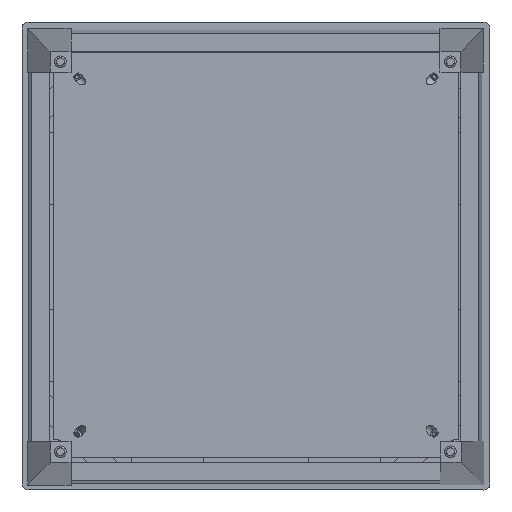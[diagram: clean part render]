
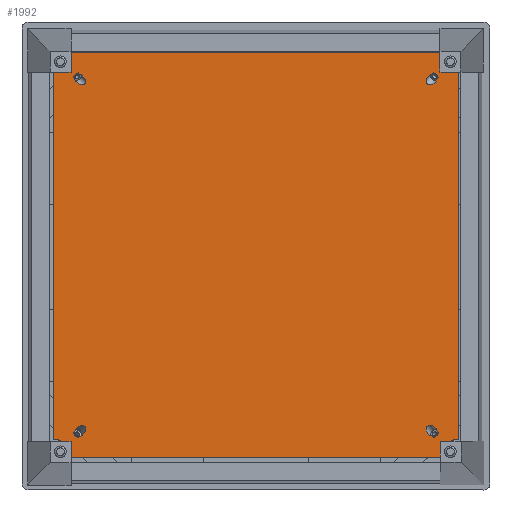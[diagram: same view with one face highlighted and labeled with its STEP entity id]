
A CAD part, front view. The second image highlights one B-rep face of the part: STEP entity #1992.
In plain terms, the highlighted planar face has unit normal (0, -1, 0).
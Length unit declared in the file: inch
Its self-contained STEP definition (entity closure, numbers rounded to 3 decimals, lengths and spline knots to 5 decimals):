
#129=ELLIPSE('',#2301,0.26517,0.1875);
#132=ELLIPSE('',#2309,0.26517,0.1875);
#135=ELLIPSE('',#2317,0.26517,0.1875);
#138=ELLIPSE('',#2328,0.26517,0.1875);
#231=FACE_BOUND('',#594,.T.);
#232=FACE_BOUND('',#595,.T.);
#233=FACE_BOUND('',#596,.T.);
#234=FACE_BOUND('',#597,.T.);
#285=CIRCLE('',#2346,0.1875);
#286=CIRCLE('',#2348,0.1875);
#287=CIRCLE('',#2353,0.1875);
#288=CIRCLE('',#2356,0.1875);
#289=CIRCLE('',#2361,0.1875);
#290=CIRCLE('',#2363,0.1875);
#291=CIRCLE('',#2368,0.1875);
#292=CIRCLE('',#2370,0.1875);
#427=FACE_OUTER_BOUND('',#593,.T.);
#593=EDGE_LOOP('',(#1663,#1664,#1665,#1666,#1667,#1668,#1669,#1670,#1671,
#1672,#1673,#1674,#1675,#1676,#1677,#1678,#1679,#1680,#1681,#1682,#1683,
#1684,#1685,#1686));
#594=EDGE_LOOP('',(#1687));
#595=EDGE_LOOP('',(#1688));
#596=EDGE_LOOP('',(#1689));
#597=EDGE_LOOP('',(#1690));
#688=LINE('',#3325,#839);
#693=LINE('',#3335,#844);
#698=LINE('',#3345,#849);
#715=LINE('',#3406,#866);
#719=LINE('',#3417,#870);
#721=LINE('',#3421,#872);
#723=LINE('',#3425,#874);
#727=LINE('',#3434,#878);
#729=LINE('',#3441,#880);
#731=LINE('',#3445,#882);
#733=LINE('',#3449,#884);
#736=LINE('',#3459,#887);
#738=LINE('',#3463,#889);
#740=LINE('',#3467,#891);
#743=LINE('',#3477,#894);
#745=LINE('',#3480,#896);
#839=VECTOR('',#2729,0.3937);
#844=VECTOR('',#2736,0.3937);
#849=VECTOR('',#2743,0.3937);
#866=VECTOR('',#2796,0.3937);
#870=VECTOR('',#2810,0.3937);
#872=VECTOR('',#2814,0.3937);
#874=VECTOR('',#2818,0.3937);
#878=VECTOR('',#2828,0.3937);
#880=VECTOR('',#2836,0.3937);
#882=VECTOR('',#2840,0.3937);
#884=VECTOR('',#2844,0.3937);
#887=VECTOR('',#2857,0.3937);
#889=VECTOR('',#2861,0.3937);
#891=VECTOR('',#2865,0.3937);
#894=VECTOR('',#2878,0.3937);
#896=VECTOR('',#2882,0.3937);
#1001=VERTEX_POINT('',#3281);
#1006=VERTEX_POINT('',#3294);
#1011=VERTEX_POINT('',#3307);
#1017=VERTEX_POINT('',#3322);
#1018=VERTEX_POINT('',#3324);
#1021=VERTEX_POINT('',#3332);
#1022=VERTEX_POINT('',#3334);
#1025=VERTEX_POINT('',#3342);
#1026=VERTEX_POINT('',#3344);
#1028=VERTEX_POINT('',#3350);
#1051=VERTEX_POINT('',#3404);
#1052=VERTEX_POINT('',#3405);
#1053=VERTEX_POINT('',#3412);
#1054=VERTEX_POINT('',#3416);
#1055=VERTEX_POINT('',#3420);
#1056=VERTEX_POINT('',#3424);
#1057=VERTEX_POINT('',#3428);
#1058=VERTEX_POINT('',#3432);
#1059=VERTEX_POINT('',#3436);
#1060=VERTEX_POINT('',#3440);
#1061=VERTEX_POINT('',#3444);
#1062=VERTEX_POINT('',#3448);
#1063=VERTEX_POINT('',#3454);
#1064=VERTEX_POINT('',#3458);
#1065=VERTEX_POINT('',#3462);
#1066=VERTEX_POINT('',#3466);
#1067=VERTEX_POINT('',#3472);
#1068=VERTEX_POINT('',#3476);
#1188=EDGE_CURVE('',#1001,#1001,#129,.T.);
#1193=EDGE_CURVE('',#1006,#1006,#132,.T.);
#1198=EDGE_CURVE('',#1011,#1011,#135,.T.);
#1205=EDGE_CURVE('',#1017,#1018,#688,.T.);
#1210=EDGE_CURVE('',#1021,#1022,#693,.T.);
#1215=EDGE_CURVE('',#1025,#1026,#698,.T.);
#1218=EDGE_CURVE('',#1028,#1028,#138,.T.);
#1245=EDGE_CURVE('',#1051,#1052,#715,.T.);
#1248=EDGE_CURVE('',#1026,#1051,#285,.T.);
#1249=EDGE_CURVE('',#1053,#1025,#286,.T.);
#1251=EDGE_CURVE('',#1054,#1053,#719,.T.);
#1253=EDGE_CURVE('',#1055,#1054,#721,.T.);
#1255=EDGE_CURVE('',#1056,#1055,#723,.T.);
#1257=EDGE_CURVE('',#1057,#1056,#287,.T.);
#1260=EDGE_CURVE('',#1058,#1057,#727,.T.);
#1261=EDGE_CURVE('',#1059,#1058,#288,.T.);
#1263=EDGE_CURVE('',#1060,#1059,#729,.T.);
#1265=EDGE_CURVE('',#1061,#1060,#731,.T.);
#1267=EDGE_CURVE('',#1062,#1061,#733,.T.);
#1269=EDGE_CURVE('',#1018,#1062,#289,.T.);
#1270=EDGE_CURVE('',#1063,#1017,#290,.T.);
#1272=EDGE_CURVE('',#1064,#1063,#736,.T.);
#1274=EDGE_CURVE('',#1065,#1064,#738,.T.);
#1276=EDGE_CURVE('',#1066,#1065,#740,.T.);
#1278=EDGE_CURVE('',#1022,#1066,#291,.T.);
#1279=EDGE_CURVE('',#1067,#1021,#292,.T.);
#1281=EDGE_CURVE('',#1068,#1067,#743,.T.);
#1283=EDGE_CURVE('',#1052,#1068,#745,.T.);
#1663=ORIENTED_EDGE('',*,*,#1283,.F.);
#1664=ORIENTED_EDGE('',*,*,#1245,.F.);
#1665=ORIENTED_EDGE('',*,*,#1248,.F.);
#1666=ORIENTED_EDGE('',*,*,#1215,.F.);
#1667=ORIENTED_EDGE('',*,*,#1249,.F.);
#1668=ORIENTED_EDGE('',*,*,#1251,.F.);
#1669=ORIENTED_EDGE('',*,*,#1253,.F.);
#1670=ORIENTED_EDGE('',*,*,#1255,.F.);
#1671=ORIENTED_EDGE('',*,*,#1257,.F.);
#1672=ORIENTED_EDGE('',*,*,#1260,.F.);
#1673=ORIENTED_EDGE('',*,*,#1261,.F.);
#1674=ORIENTED_EDGE('',*,*,#1263,.F.);
#1675=ORIENTED_EDGE('',*,*,#1265,.F.);
#1676=ORIENTED_EDGE('',*,*,#1267,.F.);
#1677=ORIENTED_EDGE('',*,*,#1269,.F.);
#1678=ORIENTED_EDGE('',*,*,#1205,.F.);
#1679=ORIENTED_EDGE('',*,*,#1270,.F.);
#1680=ORIENTED_EDGE('',*,*,#1272,.F.);
#1681=ORIENTED_EDGE('',*,*,#1274,.F.);
#1682=ORIENTED_EDGE('',*,*,#1276,.F.);
#1683=ORIENTED_EDGE('',*,*,#1278,.F.);
#1684=ORIENTED_EDGE('',*,*,#1210,.F.);
#1685=ORIENTED_EDGE('',*,*,#1279,.F.);
#1686=ORIENTED_EDGE('',*,*,#1281,.F.);
#1687=ORIENTED_EDGE('',*,*,#1188,.T.);
#1688=ORIENTED_EDGE('',*,*,#1193,.T.);
#1689=ORIENTED_EDGE('',*,*,#1198,.T.);
#1690=ORIENTED_EDGE('',*,*,#1218,.T.);
#1891=PLANE('',#2373);
#1992=ADVANCED_FACE('',(#427,#231,#232,#233,#234),#1891,.F.);
#2301=AXIS2_PLACEMENT_3D('',#3282,#2679,#2680);
#2309=AXIS2_PLACEMENT_3D('',#3295,#2695,#2696);
#2317=AXIS2_PLACEMENT_3D('',#3308,#2711,#2712);
#2328=AXIS2_PLACEMENT_3D('',#3351,#2748,#2749);
#2346=AXIS2_PLACEMENT_3D('',#3410,#2801,#2802);
#2348=AXIS2_PLACEMENT_3D('',#3413,#2805,#2806);
#2353=AXIS2_PLACEMENT_3D('',#3429,#2822,#2823);
#2356=AXIS2_PLACEMENT_3D('',#3437,#2831,#2832);
#2361=AXIS2_PLACEMENT_3D('',#3452,#2848,#2849);
#2363=AXIS2_PLACEMENT_3D('',#3455,#2852,#2853);
#2368=AXIS2_PLACEMENT_3D('',#3470,#2869,#2870);
#2370=AXIS2_PLACEMENT_3D('',#3473,#2873,#2874);
#2373=AXIS2_PLACEMENT_3D('',#3481,#2883,#2884);
#2679=DIRECTION('center_axis',(0.,1.,0.));
#2680=DIRECTION('ref_axis',(0.707,0.,-0.707));
#2695=DIRECTION('center_axis',(0.,1.,0.));
#2696=DIRECTION('ref_axis',(0.707,0.,0.707));
#2711=DIRECTION('center_axis',(0.,1.,0.));
#2712=DIRECTION('ref_axis',(-0.707,0.,0.707));
#2729=DIRECTION('',(0.707,0.,0.707));
#2736=DIRECTION('',(-0.707,0.,0.707));
#2743=DIRECTION('',(-0.707,0.,-0.707));
#2748=DIRECTION('center_axis',(0.,1.,0.));
#2749=DIRECTION('ref_axis',(-0.707,0.,-0.707));
#2796=DIRECTION('',(0.,0.,-1.));
#2801=DIRECTION('center_axis',(0.,-1.,0.));
#2802=DIRECTION('ref_axis',(1.,0.,0.));
#2805=DIRECTION('center_axis',(0.,-1.,0.));
#2806=DIRECTION('ref_axis',(0.707,0.,-0.707));
#2810=DIRECTION('',(-1.,0.,0.));
#2814=DIRECTION('',(0.,0.,-1.));
#2818=DIRECTION('',(1.,0.,0.));
#2822=DIRECTION('center_axis',(0.,-1.,0.));
#2823=DIRECTION('ref_axis',(0.,0.,1.));
#2828=DIRECTION('',(0.707,0.,-0.707));
#2831=DIRECTION('center_axis',(0.,-1.,0.));
#2832=DIRECTION('ref_axis',(0.707,0.,0.707));
#2836=DIRECTION('',(0.,0.,-1.));
#2840=DIRECTION('',(1.,0.,0.));
#2844=DIRECTION('',(0.,0.,1.));
#2848=DIRECTION('center_axis',(0.,-1.,0.));
#2849=DIRECTION('ref_axis',(-1.,0.,0.));
#2852=DIRECTION('center_axis',(0.,-1.,0.));
#2853=DIRECTION('ref_axis',(-0.707,0.,0.707));
#2857=DIRECTION('',(1.,0.,0.));
#2861=DIRECTION('',(0.,0.,1.));
#2865=DIRECTION('',(-1.,0.,0.));
#2869=DIRECTION('center_axis',(0.,-1.,0.));
#2870=DIRECTION('ref_axis',(0.,0.,-1.));
#2873=DIRECTION('center_axis',(0.,-1.,0.));
#2874=DIRECTION('ref_axis',(-0.707,0.,-0.707));
#2878=DIRECTION('',(0.,0.,1.));
#2882=DIRECTION('',(-1.,0.,0.));
#2883=DIRECTION('center_axis',(0.,1.,0.));
#2884=DIRECTION('ref_axis',(0.,0.,1.));
#3281=CARTESIAN_POINT('',(-7.51218,0.,7.51218));
#3282=CARTESIAN_POINT('Origin',(-7.32468,0.,7.32468));
#3294=CARTESIAN_POINT('',(-7.51218,0.,-7.51218));
#3295=CARTESIAN_POINT('Origin',(-7.32468,0.,-7.32468));
#3307=CARTESIAN_POINT('',(7.51218,0.,-7.51218));
#3308=CARTESIAN_POINT('Origin',(7.32468,0.,-7.32468));
#3322=CARTESIAN_POINT('',(-8.13848,0.,7.74832));
#3324=CARTESIAN_POINT('',(-7.74832,0.,8.13848));
#3325=CARTESIAN_POINT('',(-8.13848,0.,7.74832));
#3332=CARTESIAN_POINT('',(-7.74832,0.,-8.13848));
#3334=CARTESIAN_POINT('',(-8.13848,0.,-7.74832));
#3335=CARTESIAN_POINT('',(-7.74832,0.,-8.13848));
#3342=CARTESIAN_POINT('',(8.13848,0.,-7.74832));
#3344=CARTESIAN_POINT('',(7.74832,0.,-8.13848));
#3345=CARTESIAN_POINT('',(8.13848,0.,-7.74832));
#3350=CARTESIAN_POINT('',(7.51218,0.,7.51218));
#3351=CARTESIAN_POINT('Origin',(7.32468,0.,7.32468));
#3404=CARTESIAN_POINT('',(7.6934,0.,-8.27107));
#3405=CARTESIAN_POINT('',(7.6934,0.,-8.4434));
#3406=CARTESIAN_POINT('',(7.6934,0.,-8.27107));
#3410=CARTESIAN_POINT('Origin',(7.8809,0.,-8.27107));
#3412=CARTESIAN_POINT('',(8.27107,0.,-7.6934));
#3413=CARTESIAN_POINT('Origin',(8.27107,0.,-7.8809));
#3416=CARTESIAN_POINT('',(8.4434,0.,-7.6934));
#3417=CARTESIAN_POINT('',(8.4434,0.,-7.6934));
#3420=CARTESIAN_POINT('',(8.4434,0.,7.6934));
#3421=CARTESIAN_POINT('',(8.4434,0.,7.6934));
#3424=CARTESIAN_POINT('',(8.27107,0.,7.6934));
#3425=CARTESIAN_POINT('',(8.27107,0.,7.6934));
#3428=CARTESIAN_POINT('',(8.13848,0.,7.74832));
#3429=CARTESIAN_POINT('Origin',(8.27107,0.,7.8809));
#3432=CARTESIAN_POINT('',(7.74832,0.,8.13848));
#3434=CARTESIAN_POINT('',(7.74832,0.,8.13848));
#3436=CARTESIAN_POINT('',(7.6934,0.,8.27107));
#3437=CARTESIAN_POINT('Origin',(7.8809,0.,8.27107));
#3440=CARTESIAN_POINT('',(7.6934,0.,8.4434));
#3441=CARTESIAN_POINT('',(7.6934,0.,8.4434));
#3444=CARTESIAN_POINT('',(-7.6934,0.,8.4434));
#3445=CARTESIAN_POINT('',(-7.6934,0.,8.4434));
#3448=CARTESIAN_POINT('',(-7.6934,0.,8.27107));
#3449=CARTESIAN_POINT('',(-7.6934,0.,8.27107));
#3452=CARTESIAN_POINT('Origin',(-7.8809,0.,8.27107));
#3454=CARTESIAN_POINT('',(-8.27107,0.,7.6934));
#3455=CARTESIAN_POINT('Origin',(-8.27107,0.,7.8809));
#3458=CARTESIAN_POINT('',(-8.4434,0.,7.6934));
#3459=CARTESIAN_POINT('',(-8.4434,0.,7.6934));
#3462=CARTESIAN_POINT('',(-8.4434,0.,-7.6934));
#3463=CARTESIAN_POINT('',(-8.4434,0.,-7.6934));
#3466=CARTESIAN_POINT('',(-8.27107,0.,-7.6934));
#3467=CARTESIAN_POINT('',(-8.27107,0.,-7.6934));
#3470=CARTESIAN_POINT('Origin',(-8.27107,0.,-7.8809));
#3472=CARTESIAN_POINT('',(-7.6934,0.,-8.27107));
#3473=CARTESIAN_POINT('Origin',(-7.8809,0.,-8.27107));
#3476=CARTESIAN_POINT('',(-7.6934,0.,-8.4434));
#3477=CARTESIAN_POINT('',(-7.6934,0.,-8.4434));
#3480=CARTESIAN_POINT('',(7.6934,0.,-8.4434));
#3481=CARTESIAN_POINT('Origin',(0.,0.,0.));
